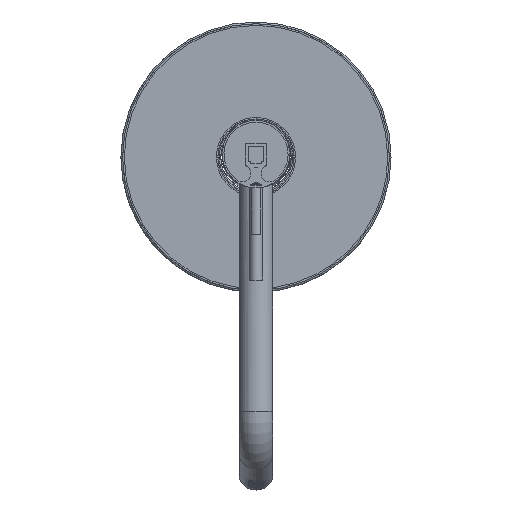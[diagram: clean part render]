
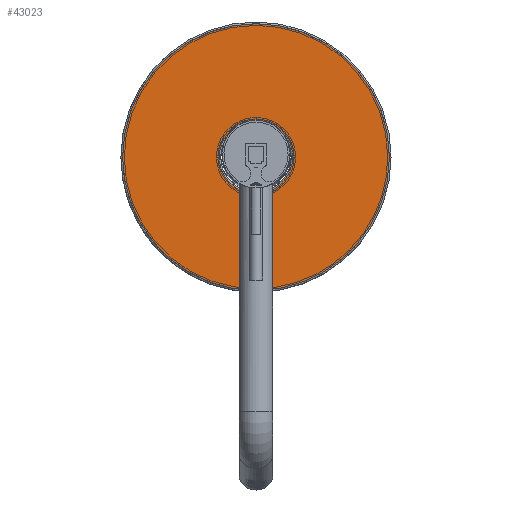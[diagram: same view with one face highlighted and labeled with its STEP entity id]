
A CAD part, top view. The second image highlights one B-rep face of the part: STEP entity #43023.
In plain terms, the highlighted planar face has unit normal (0, 0, 1).
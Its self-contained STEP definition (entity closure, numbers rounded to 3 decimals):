
#42962=CARTESIAN_POINT('',(-78.999,-177.466,-431.381));
#42963=VERTEX_POINT('',#42962);
#42975=CARTESIAN_POINT('',(-0.,-256.818,-431.381));
#42976=VERTEX_POINT('',#42975);
#42977=CARTESIAN_POINT('',(-0.,-177.818,-431.381));
#42978=DIRECTION('',(-0.,-0.,-1.));
#42979=DIRECTION('',(0.,-1.,0.));
#42980=AXIS2_PLACEMENT_3D('',#42977,#42978,#42979);
#42981=CIRCLE('',#42980,79.);
#42982=EDGE_CURVE('',#42963,#42976,#42981,.T.);
#42984=CARTESIAN_POINT('',(-0.,-177.818,-431.381));
#42985=DIRECTION('',(-0.,-0.,-1.));
#42986=DIRECTION('',(0.,-1.,0.));
#42987=AXIS2_PLACEMENT_3D('',#42984,#42985,#42986);
#42988=CIRCLE('',#42987,79.);
#42989=EDGE_CURVE('',#42976,#42963,#42988,.T.);
#42994=CARTESIAN_POINT('',(-0.,-177.818,-431.381));
#42995=DIRECTION('',(0.,0.,1.));
#42996=DIRECTION('',(1.,0.,0.));
#42997=AXIS2_PLACEMENT_3D('',#42994,#42995,#42996);
#42998=PLANE('',#42997);
#42999=ORIENTED_EDGE('',*,*,#42982,.F.);
#43000=ORIENTED_EDGE('',*,*,#42989,.F.);
#43001=EDGE_LOOP('',(#42999,#43000));
#43002=FACE_BOUND('',#43001,.T.);
#43003=CARTESIAN_POINT('',(-0.,-199.55,-431.381));
#43004=VERTEX_POINT('',#43003);
#43005=CARTESIAN_POINT('',(-21.729,-177.445,-431.381));
#43006=VERTEX_POINT('',#43005);
#43007=CARTESIAN_POINT('',(-0.,-177.818,-431.381));
#43008=DIRECTION('',(-0.,-0.,-1.));
#43009=DIRECTION('',(0.,-1.,0.));
#43010=AXIS2_PLACEMENT_3D('',#43007,#43008,#43009);
#43011=CIRCLE('',#43010,21.732);
#43012=EDGE_CURVE('',#43004,#43006,#43011,.T.);
#43013=ORIENTED_EDGE('',*,*,#43012,.T.);
#43014=CARTESIAN_POINT('',(-0.,-177.818,-431.381));
#43015=DIRECTION('',(-0.,-0.,-1.));
#43016=DIRECTION('',(0.,-1.,0.));
#43017=AXIS2_PLACEMENT_3D('',#43014,#43015,#43016);
#43018=CIRCLE('',#43017,21.732);
#43019=EDGE_CURVE('',#43006,#43004,#43018,.T.);
#43020=ORIENTED_EDGE('',*,*,#43019,.T.);
#43021=EDGE_LOOP('',(#43013,#43020));
#43022=FACE_BOUND('',#43021,.T.);
#43023=ADVANCED_FACE('',(#43002,#43022),#42998,.T.);
